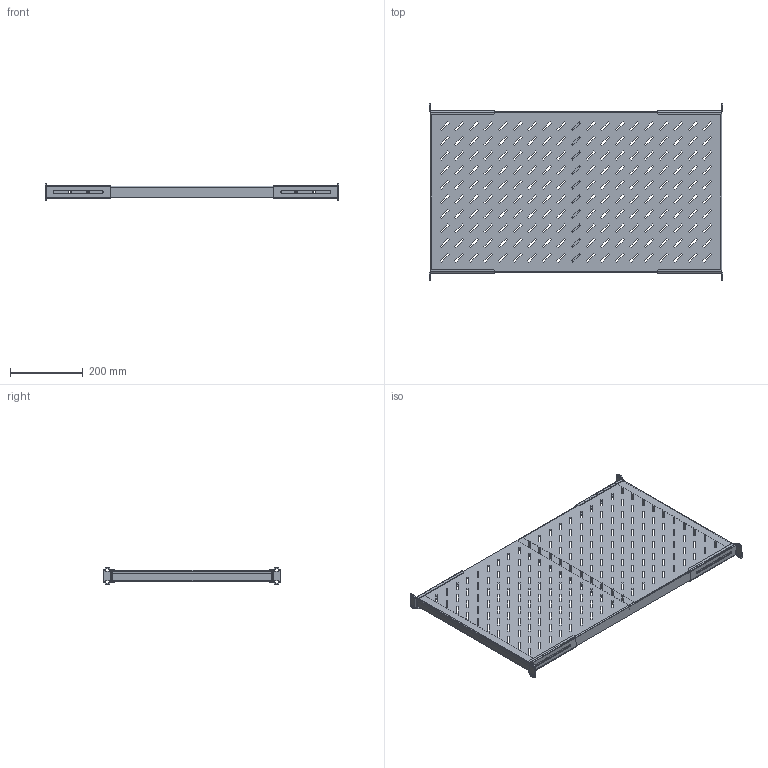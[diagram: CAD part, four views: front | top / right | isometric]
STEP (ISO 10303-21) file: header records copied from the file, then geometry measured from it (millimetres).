
FILE_DESCRIPTION (( 'STEP AP214' ), '1' );
FILE_NAME ('FS35-800MP-R_.STEP', '2022-10-13T09:56:48', ( '' ), ( '' ), 'SwSTEP 2.0', 'SolidWorks 2022', '' );
FILE_SCHEMA (( 'AUTOMOTIVE_DESIGN' ));
Length unit declared in the file: millimetre
Products named in the file (5): FS35-800MP-R_; АГИЕ 278.02.100 Полка стационарная усиленная_-02 800 черная; АГИЕ 278.02.101 Полка стационарная усиленная_-02 800; АГИЕ 278.01.002 Кронштейн; АГИЕ 278.02.102 Усиление полки
Assembly tree (9 placements, depth 3):
  FS35-800MP-R_
    АГИЕ 278.02.100 Полка стационарная усиленная_-02 800 черная
      АГИЕ 278.02.101 Полка стационарная усиленная_-02 800
      АГИЕ 278.02.102 Усиление полки  x3
    АГИЕ 278.01.002 Кронштейн  x4
Bounding box: 804 x 482.6 x 44 mm (x, y, z)
Volume: 953421 mm3; surface area: 1055123.4 mm2
Topology: 8 solids, 8 shells, 1104 faces, 3088 edges, 2000 vertices
Faces by surface type: plane 1000, cylinder 96, bspline 8
Entity records: 30279 total; most frequent: CARTESIAN_POINT 5697, ORIENTED_EDGE 5190, DIRECTION 4449, EDGE_CURVE 2595, VECTOR 2509, LINE 2509, VERTEX_POINT 1706, EDGE_LOOP 1297
